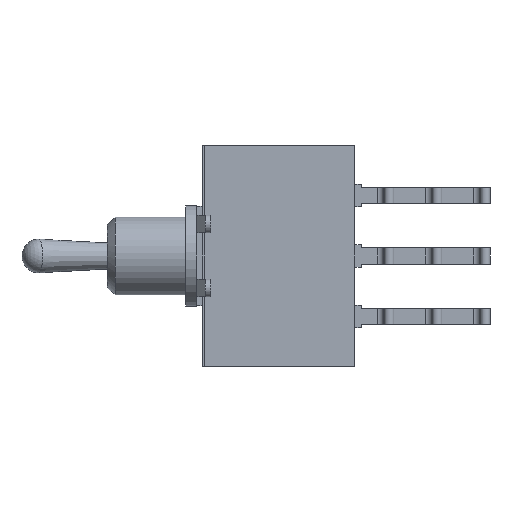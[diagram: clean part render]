
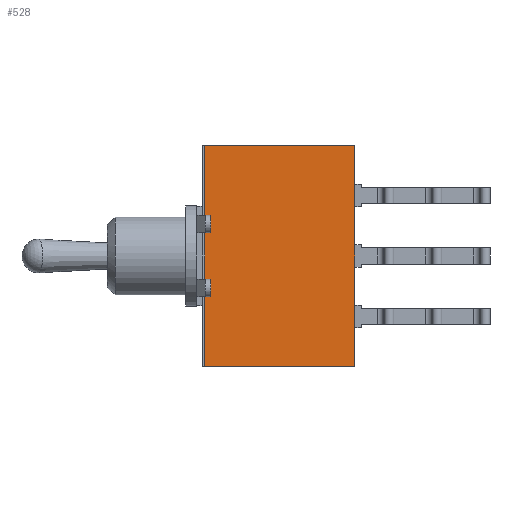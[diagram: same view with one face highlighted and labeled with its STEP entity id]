
A CAD part, left-side view. The second image highlights one B-rep face of the part: STEP entity #528.
In plain terms, the highlighted planar face has unit normal (-1, 0, 0).
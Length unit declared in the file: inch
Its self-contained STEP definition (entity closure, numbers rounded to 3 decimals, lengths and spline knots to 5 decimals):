
#528 = ADVANCED_FACE( '', ( #1191 ), #1192, .T. );
#1191 = FACE_OUTER_BOUND( '', #2040, .T. );
#1192 = PLANE( '', #2041 );
#2040 = EDGE_LOOP( '', ( #3295, #3296, #3297, #3298 ) );
#2041 = AXIS2_PLACEMENT_3D( '', #3299, #3300, #3301 );
#3295 = ORIENTED_EDGE( '', *, *, #5590, .T. );
#3296 = ORIENTED_EDGE( '', *, *, #5229, .F. );
#3297 = ORIENTED_EDGE( '', *, *, #5503, .F. );
#3298 = ORIENTED_EDGE( '', *, *, #5475, .T. );
#3299 = CARTESIAN_POINT( '', ( -0.256, -0.4889, -0.3445 ) );
#3300 = DIRECTION( '', ( -1., 0., 0. ) );
#3301 = DIRECTION( '', ( 0., 0., 1. ) );
#5229 = EDGE_CURVE( '', #6234, #6236, #6237, .T. );
#5475 = EDGE_CURVE( '', #6637, #6686, #6688, .T. );
#5503 = EDGE_CURVE( '', #6637, #6234, #6728, .T. );
#5590 = EDGE_CURVE( '', #6686, #6236, #6868, .T. );
#6234 = VERTEX_POINT( '', #7713 );
#6236 = VERTEX_POINT( '', #7716 );
#6237 = LINE( '', #7717, #7718 );
#6637 = VERTEX_POINT( '', #8297 );
#6686 = VERTEX_POINT( '', #8371 );
#6688 = LINE( '', #8374, #8375 );
#6728 = LINE( '', #8432, #8433 );
#6868 = LINE( '', #8623, #8624 );
#7713 = CARTESIAN_POINT( '', ( -0.256, -0.02, -0.3445 ) );
#7716 = CARTESIAN_POINT( '', ( -0.256, -0.02, 0.3445 ) );
#7717 = CARTESIAN_POINT( '', ( -0.256, -0.02, -0.3445 ) );
#7718 = VECTOR( '', #9779, 39.37008 );
#8297 = CARTESIAN_POINT( '', ( -0.256, -0.4889, -0.3445 ) );
#8371 = CARTESIAN_POINT( '', ( -0.256, -0.4889, 0.3445 ) );
#8374 = CARTESIAN_POINT( '', ( -0.256, -0.4889, -0.3445 ) );
#8375 = VECTOR( '', #10021, 39.37008 );
#8432 = CARTESIAN_POINT( '', ( -0.256, -0.4889, -0.3445 ) );
#8433 = VECTOR( '', #10045, 39.37008 );
#8623 = CARTESIAN_POINT( '', ( -0.256, -0.4889, 0.3445 ) );
#8624 = VECTOR( '', #10150, 39.37008 );
#9779 = DIRECTION( '', ( 0., 0., 1. ) );
#10021 = DIRECTION( '', ( 0., 0., 1. ) );
#10045 = DIRECTION( '', ( 0., 1., 0. ) );
#10150 = DIRECTION( '', ( 0., 1., 0. ) );
